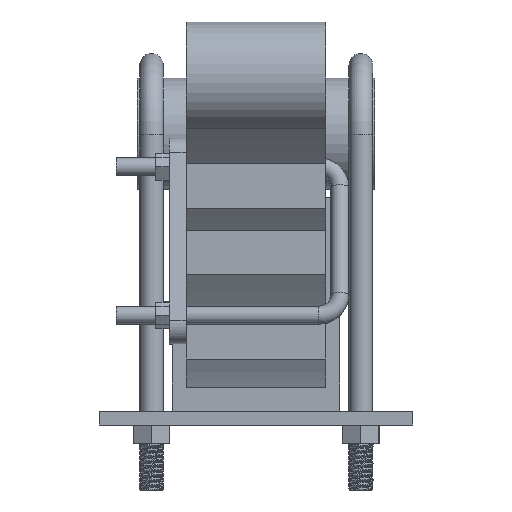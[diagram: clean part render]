
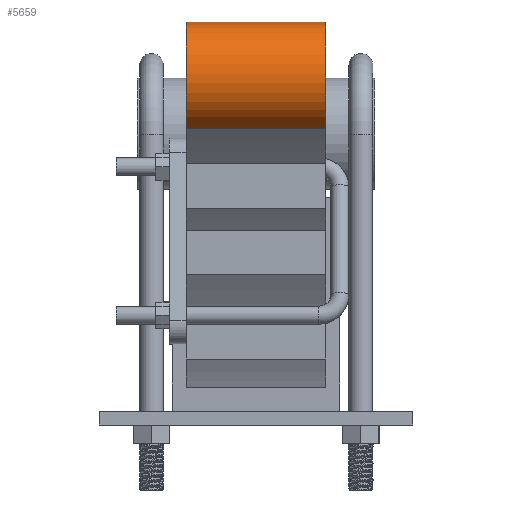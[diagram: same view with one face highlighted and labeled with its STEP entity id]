
A CAD part, left-side view. The second image highlights one B-rep face of the part: STEP entity #5659.
In plain terms, the highlighted cylindrical face has radius 4 mm (diameter 8 mm), a partial arc.
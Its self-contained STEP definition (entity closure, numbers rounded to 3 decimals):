
#424=LINE('',#8039,#919);
#440=LINE('',#8083,#935);
#919=VECTOR('',#6680,10.);
#935=VECTOR('',#6736,10.);
#1382=CYLINDRICAL_SURFACE('',#6116,4.);
#1568=FACE_OUTER_BOUND('',#1910,.T.);
#1910=EDGE_LOOP('',(#3966,#3967,#3968,#3969));
#2251=CIRCLE('',#6074,4.);
#2264=CIRCLE('',#6091,4.);
#2376=VERTEX_POINT('',#7985);
#2377=VERTEX_POINT('',#7987);
#2390=VERTEX_POINT('',#8021);
#2391=VERTEX_POINT('',#8023);
#2964=EDGE_CURVE('',#2376,#2377,#2251,.T.);
#2982=EDGE_CURVE('',#2391,#2390,#2264,.T.);
#2990=EDGE_CURVE('',#2390,#2377,#424,.T.);
#3012=EDGE_CURVE('',#2391,#2376,#440,.T.);
#3966=ORIENTED_EDGE('',*,*,#2982,.T.);
#3967=ORIENTED_EDGE('',*,*,#2990,.T.);
#3968=ORIENTED_EDGE('',*,*,#2964,.F.);
#3969=ORIENTED_EDGE('',*,*,#3012,.F.);
#5659=ADVANCED_FACE('',(#1568),#1382,.T.);
#6074=AXIS2_PLACEMENT_3D('',#7988,#6626,#6627);
#6091=AXIS2_PLACEMENT_3D('',#8024,#6665,#6666);
#6116=AXIS2_PLACEMENT_3D('',#8082,#6734,#6735);
#6626=DIRECTION('center_axis',(0.,1.,0.));
#6627=DIRECTION('ref_axis',(-0.434,0.,-0.901));
#6665=DIRECTION('center_axis',(0.,1.,0.));
#6666=DIRECTION('ref_axis',(-0.434,0.,-0.901));
#6680=DIRECTION('',(0.,1.,0.));
#6734=DIRECTION('center_axis',(0.,1.,0.));
#6735=DIRECTION('ref_axis',(-0.219,0.,0.976));
#6736=DIRECTION('',(0.,1.,0.));
#7985=CARTESIAN_POINT('',(-42.955,10.,52.877));
#7987=CARTESIAN_POINT('',(-38.112,10.,53.962));
#7988=CARTESIAN_POINT('Origin',(-41.22,10.,56.481));
#8021=CARTESIAN_POINT('',(-38.112,0.,53.962));
#8023=CARTESIAN_POINT('',(-42.955,0.,52.877));
#8024=CARTESIAN_POINT('Origin',(-41.22,0.,56.481));
#8039=CARTESIAN_POINT('',(-38.112,0.,53.962));
#8082=CARTESIAN_POINT('Origin',(-41.22,0.,56.481));
#8083=CARTESIAN_POINT('',(-42.955,0.,52.877));
